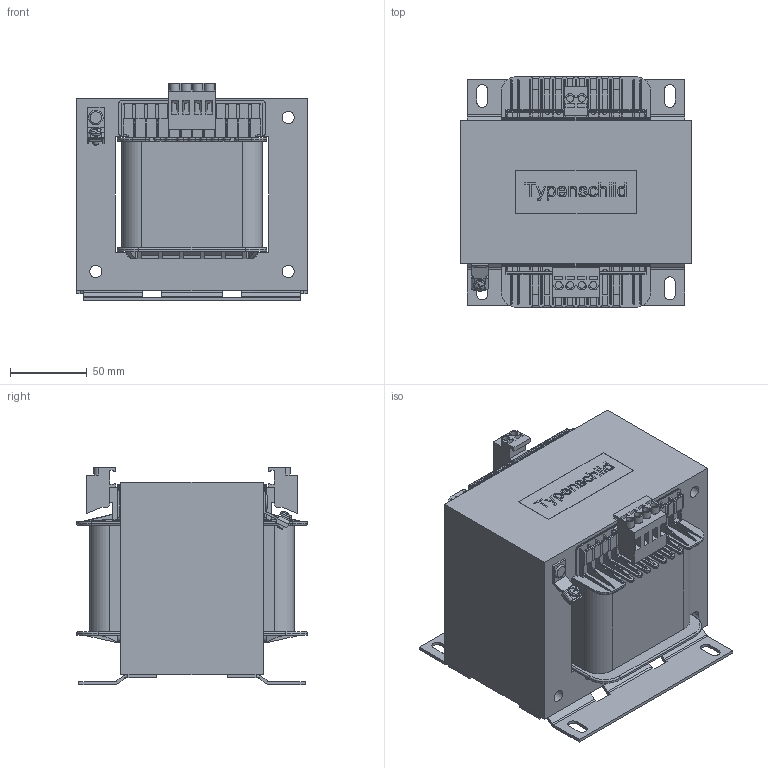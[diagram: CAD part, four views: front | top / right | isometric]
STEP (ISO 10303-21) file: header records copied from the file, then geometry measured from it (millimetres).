
FILE_DESCRIPTION(/* description */ (''),/* implementation_level */ '2;1');
FILE_NAME(/* name */ 'STEN_STEZ1.0.stp',/* time_stamp */ '2020-05-06T10:52:05+02:00',/* author */ ('TrapT'),/* organization */ (''),/* preprocessor_version */ 'ST-DEVELOPER v17.2',/* originating_system */ 'Autodesk Inventor 2019',/* authorisation */ '');
FILE_SCHEMA (('AUTOMOTIVE_DESIGN { 1 0 10303 214 3 1 1 }'));
Length unit declared in the file: millimetre
Products named in the file (1): Bauteil1
Bounding box: 150.3 x 150 x 141.25 mm (x, y, z)
Volume: 1972963 mm3; surface area: 257309 mm2
Topology: 2 solids, 2 shells, 1337 faces, 3740 edges, 2368 vertices
Faces by surface type: plane 766, cylinder 370, bspline 103, torus 86, cone 11, sphere 1
Full cylindrical faces by diameter (mm): 4 x1, 4.5 x6, 4.8 x1, 5 x1, 8 x4, 9.5 x1
Entity records: 45553 total; most frequent: CARTESIAN_POINT 9713, ORIENTED_EDGE 7462, DIRECTION 6905, EDGE_CURVE 3731, LINE 2583, VECTOR 2583, VERTEX_POINT 2368, AXIS2_PLACEMENT_3D 2161
